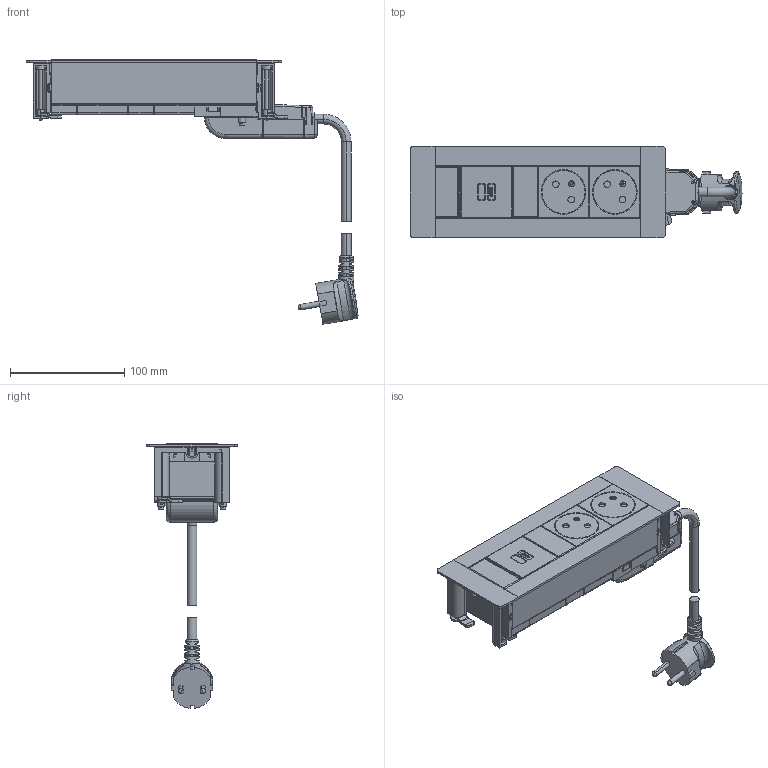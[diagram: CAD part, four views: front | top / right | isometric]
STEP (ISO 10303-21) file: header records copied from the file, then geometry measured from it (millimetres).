
FILE_DESCRIPTION(('CATIA V5 STEP Exchange','CAx-IF Rec.Pracs.--- Model Styling and Organization---1.5--- 2016-08-15','CAx-IF Rec.Pracs.---Supplemental Geometry---1.0---2011-11-01','CAx-IF Rec.Pracs.--- Composite Materials ---1.1---2010-07-15'),'2;1');
FILE_NAME('LG-654792_AllCATPart.stp','2023-10-05T08:19:30+00:00',('none'),('none'),'CATIA Version 5-6 Release 2020 SP3','CATIA V5 STEP AP214 v2','none');
FILE_SCHEMA(('AUTOMOTIVE_DESIGN { 1 0 10303 214 1 1 1 1 }'));
Products named in the file (1): LG-654792_AllCATPart
Bounding box: 290.95 x 80 x 231.95 mm (x, y, z)
Volume: 372747.5 mm3; surface area: 231152.4 mm2
Topology: 33 solids, 33 shells, 2132 faces, 5790 edges, 3680 vertices
Faces by surface type: plane 1205, cylinder 673, torus 81, bspline 60, sphere 52, extrusion 36, cone 23, revolution 2
Entity records: 67766 total; most frequent: CARTESIAN_POINT 17767, ORIENTED_EDGE 11468, DIRECTION 8287, EDGE_CURVE 5734, VECTOR 3887, LINE 3851, VERTEX_POINT 3680, AXIS2_PLACEMENT_3D 2787
